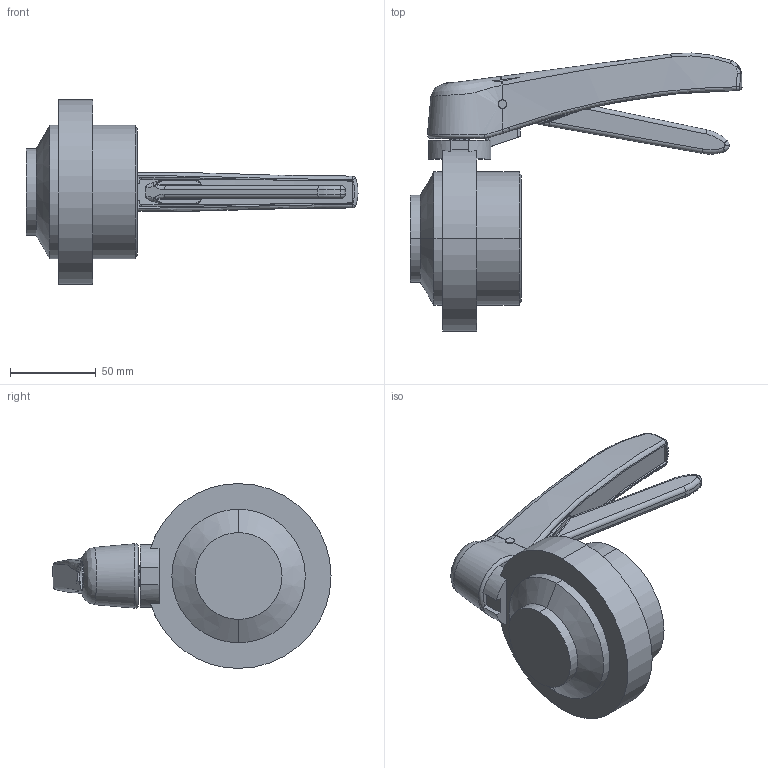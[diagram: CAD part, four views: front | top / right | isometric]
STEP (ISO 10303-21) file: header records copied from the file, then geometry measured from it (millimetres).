
FILE_DESCRIPTION (( 'STEP AP214' ), '1' );
FILE_NAME ('4352051130-041.STEP', '2018-08-20T13:46:31', ( '' ), ( '' ), 'SwSTEP 2.0', 'SolidWorks 2017', '' );
FILE_SCHEMA (( 'AUTOMOTIVE_DESIGN' ));
Length unit declared in the file: millimetre
Products named in the file (4): 4352051130-041; Handhebel-+-4335.100.000-DMY_-_NOBOM-4335.100.000-089; 4352.051-TDMY-01_1-+-4352.051-TDMY-01_-; Handhebel-+-4335.100.000-TDMY_-
Assembly tree (3 placements, depth 3):
  4352051130-041
    4352.051-TDMY-01_1-+-4352.051-TDMY-01_-
    Handhebel-+-4335.100.000-DMY_-_NOBOM-4335.100.000-089
      Handhebel-+-4335.100.000-TDMY_-
Bounding box: 193.99 x 162.47 x 108 mm (x, y, z)
Volume: 461045.8 mm3; surface area: 63764.3 mm2
Topology: 2 solids, 2 shells, 243 faces, 620 edges, 387 vertices
Faces by surface type: plane 80, bspline 73, cylinder 70, torus 12, cone 6, sphere 2
Entity records: 14447 total; most frequent: CARTESIAN_POINT 7706, ORIENTED_EDGE 1224, DIRECTION 911, EDGE_CURVE 612, VERTEX_POINT 387, AXIS2_PLACEMENT_3D 358, EDGE_LOOP 257, FACE_OUTER_BOUND 243
